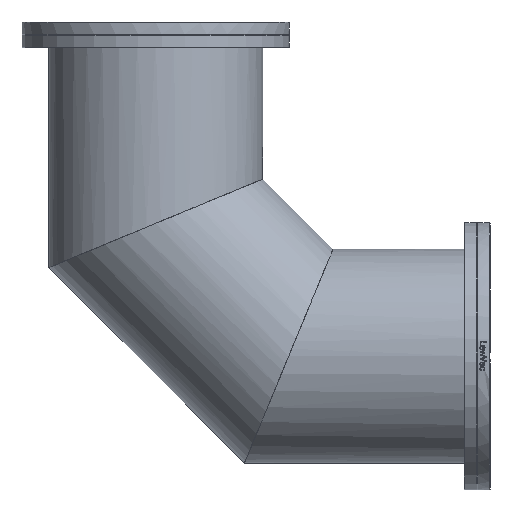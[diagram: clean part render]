
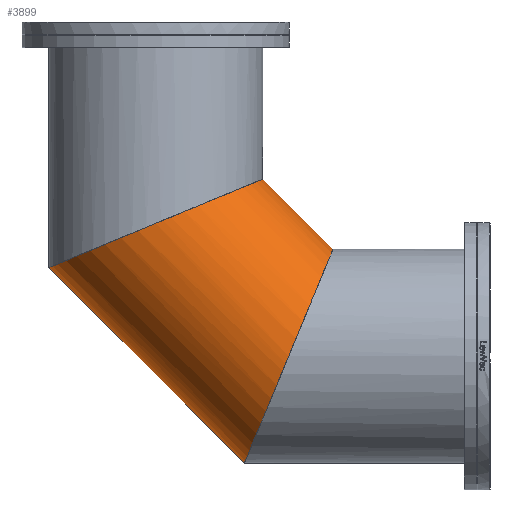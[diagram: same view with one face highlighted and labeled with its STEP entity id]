
A CAD part, left-side view. The second image highlights one B-rep face of the part: STEP entity #3899.
In plain terms, the highlighted cylindrical face has radius 101.6 mm (diameter 203.2 mm), a full revolution.
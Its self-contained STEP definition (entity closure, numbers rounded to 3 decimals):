
#14=ELLIPSE('',#4382,109.971,101.6);
#17=ELLIPSE('',#4386,109.971,101.6);
#683=FACE_OUTER_BOUND('',#920,.T.);
#920=EDGE_LOOP('',(#3655,#3656,#3657,#3658));
#1107=LINE('',#19702,#1294);
#1294=VECTOR('',#5366,101.6);
#1856=VERTEX_POINT('',#19686);
#1859=VERTEX_POINT('',#19693);
#2453=EDGE_CURVE('',#1856,#1856,#14,.T.);
#2456=EDGE_CURVE('',#1859,#1859,#17,.T.);
#2460=EDGE_CURVE('',#1856,#1859,#1107,.T.);
#3655=ORIENTED_EDGE('',*,*,#2453,.T.);
#3656=ORIENTED_EDGE('',*,*,#2460,.T.);
#3657=ORIENTED_EDGE('',*,*,#2456,.T.);
#3658=ORIENTED_EDGE('',*,*,#2460,.F.);
#3703=CYLINDRICAL_SURFACE('',#4390,101.6);
#3899=ADVANCED_FACE('',(#683),#3703,.T.);
#4382=AXIS2_PLACEMENT_3D('',#19687,#5347,#5348);
#4386=AXIS2_PLACEMENT_3D('',#19694,#5355,#5356);
#4390=AXIS2_PLACEMENT_3D('',#19701,#5364,#5365);
#5347=DIRECTION('center_axis',(0.,0.383,-0.924));
#5348=DIRECTION('ref_axis',(0.,-0.924,-0.383));
#5355=DIRECTION('center_axis',(0.,0.383,0.924));
#5356=DIRECTION('ref_axis',(0.,-0.924,0.383));
#5364=DIRECTION('center_axis',(0.,0.,1.));
#5365=DIRECTION('ref_axis',(-1.,0.,0.));
#5366=DIRECTION('',(0.,0.,-1.));
#19686=CARTESIAN_POINT('',(101.6,0.,220.628));
#19687=CARTESIAN_POINT('Origin',(0.,0.,220.628));
#19693=CARTESIAN_POINT('',(101.6,0.,42.084));
#19694=CARTESIAN_POINT('Origin',(0.,0.,42.084));
#19701=CARTESIAN_POINT('Origin',(0.,0.,0.));
#19702=CARTESIAN_POINT('',(101.6,0.,0.));
